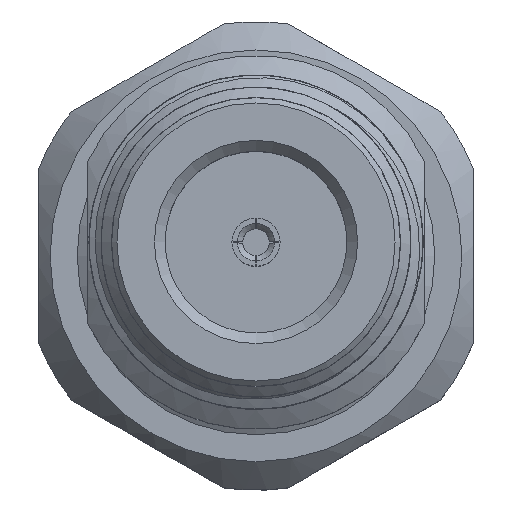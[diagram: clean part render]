
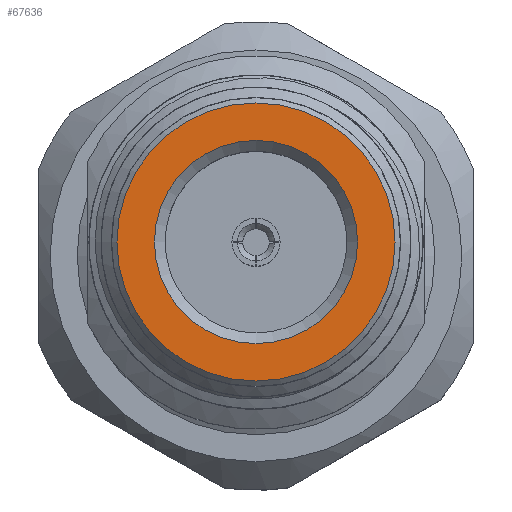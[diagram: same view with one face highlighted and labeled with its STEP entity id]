
A CAD part, top view. The second image highlights one B-rep face of the part: STEP entity #67636.
In plain terms, the highlighted face is planar.
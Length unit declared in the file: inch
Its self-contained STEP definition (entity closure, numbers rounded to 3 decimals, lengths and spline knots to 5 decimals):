
#552 = AXIS2_PLACEMENT_3D ( 'NONE', #58904, #20400, #46770 ) ;
#8733 = CARTESIAN_POINT ( 'NONE',  ( 0., 0., 0.19 ) ) ;
#8838 = CARTESIAN_POINT ( 'NONE',  ( 0., 0., 0. ) ) ;
#10700 = CARTESIAN_POINT ( 'NONE',  ( 0., 0., 0. ) ) ;
#13188 = ORIENTED_EDGE ( 'NONE', *, *, #79221, .T. ) ;
#14362 = EDGE_LOOP ( 'NONE', ( #14740 ) ) ;
#14740 = ORIENTED_EDGE ( 'NONE', *, *, #48650, .F. ) ;
#15777 = DIRECTION ( 'NONE',  ( 0., 0., -1. ) ) ;
#16408 = AXIS2_PLACEMENT_3D ( 'NONE', #8838, #48663, #15777 ) ;
#20400 = DIRECTION ( 'NONE',  ( 1., 0., 0. ) ) ;
#22186 = VERTEX_POINT ( 'NONE', #8733 ) ;
#31477 = DIRECTION ( 'NONE',  ( 0., 0., 1. ) ) ;
#35688 = EDGE_LOOP ( 'NONE', ( #13188 ) ) ;
#41278 = CIRCLE ( 'NONE', #16408, 0.26 ) ;
#46770 = DIRECTION ( 'NONE',  ( 0., 0., 1. ) ) ;
#48650 = EDGE_CURVE ( 'NONE', #51894, #51894, #41278, .T. ) ;
#48663 = DIRECTION ( 'NONE',  ( 1., 0., 0. ) ) ;
#50929 = FACE_OUTER_BOUND ( 'NONE', #14362, .T. ) ;
#51894 = VERTEX_POINT ( 'NONE', #78289 ) ;
#58904 = CARTESIAN_POINT ( 'NONE',  ( 0., 0., 0. ) ) ;
#62717 = CIRCLE ( 'NONE', #552, 0.19 ) ;
#64795 = FACE_BOUND ( 'NONE', #35688, .T. ) ;
#67636 = ADVANCED_FACE ( 'NONE', ( #64795, #50929 ), #77750, .T. ) ;
#69177 = AXIS2_PLACEMENT_3D ( 'NONE', #10700, #77319, #31477 ) ;
#77319 = DIRECTION ( 'NONE',  ( -1., 0., 0. ) ) ;
#77750 = PLANE ( 'NONE',  #69177 ) ;
#78289 = CARTESIAN_POINT ( 'NONE',  ( 0., 0., -0.26 ) ) ;
#79221 = EDGE_CURVE ( 'NONE', #22186, #22186, #62717, .T. ) ;
